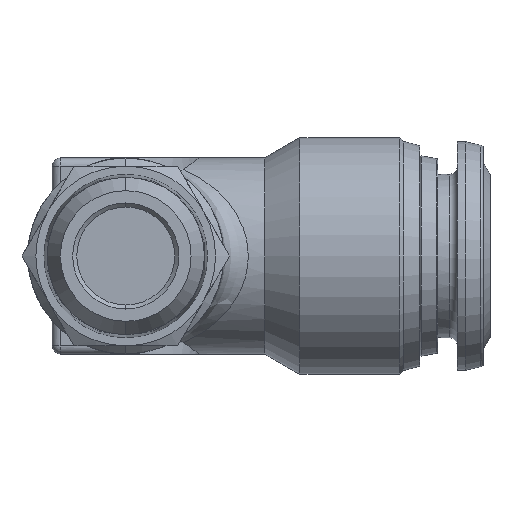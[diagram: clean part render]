
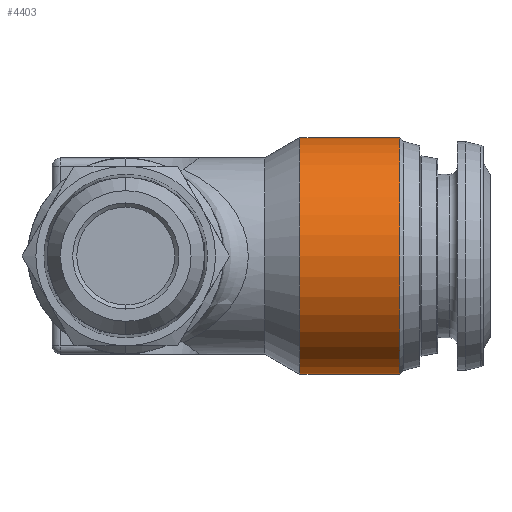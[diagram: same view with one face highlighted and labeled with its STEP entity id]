
A CAD part, front view. The second image highlights one B-rep face of the part: STEP entity #4403.
In plain terms, the highlighted cylindrical face has radius 7.25 mm (diameter 14.5 mm), a partial arc.
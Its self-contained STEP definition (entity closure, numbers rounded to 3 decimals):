
#348 = AXIS2_PLACEMENT_3D ( 'NONE', #3289, #3278, #3297 ) ;
#1784 = EDGE_LOOP ( 'NONE', ( #1961, #1962, #1963, #1964 ) ) ;
#1961 = ORIENTED_EDGE ( 'NONE', *, *, #4514, .F. ) ;
#1962 = ORIENTED_EDGE ( 'NONE', *, *, #4525, .T. ) ;
#1963 = ORIENTED_EDGE ( 'NONE', *, *, #4515, .T. ) ;
#1964 = ORIENTED_EDGE ( 'NONE', *, *, #4526, .T. ) ;
#2561 = DIRECTION ( 'NONE',  ( 1., 0., 0. ) ) ;
#2562 = CARTESIAN_POINT ( 'NONE',  ( 19.5, 19.5, 7.25 ) ) ;
#2572 = CARTESIAN_POINT ( 'NONE',  ( 19.5, 19.5, -7.25 ) ) ;
#2574 = DIRECTION ( 'NONE',  ( 1., 0., 0. ) ) ;
#2597 = CARTESIAN_POINT ( 'NONE',  ( 10.665, 19.5, 0. ) ) ;
#2598 = DIRECTION ( 'NONE',  ( 1., 0., 0. ) ) ;
#2599 = DIRECTION ( 'NONE',  ( 0., 0., -1. ) ) ;
#2602 = CARTESIAN_POINT ( 'NONE',  ( 16.768, 19.5, 0. ) ) ;
#2603 = DIRECTION ( 'NONE',  ( -1., 0., 0. ) ) ;
#2604 = DIRECTION ( 'NONE',  ( 0., 0., 1. ) ) ;
#3278 = DIRECTION ( 'NONE',  ( 1., 0., 0. ) ) ;
#3289 = CARTESIAN_POINT ( 'NONE',  ( 19.5, 19.5, 0. ) ) ;
#3297 = DIRECTION ( 'NONE',  ( 0., 0., -1. ) ) ;
#3938 = CARTESIAN_POINT ( 'NONE',  ( 10.665, 19.5, 7.25 ) ) ;
#3939 = CARTESIAN_POINT ( 'NONE',  ( 10.665, 19.5, -7.25 ) ) ;
#3949 = CARTESIAN_POINT ( 'NONE',  ( 16.768, 19.5, 7.25 ) ) ;
#3950 = CARTESIAN_POINT ( 'NONE',  ( 16.768, 19.5, -7.25 ) ) ;
#4241 = AXIS2_PLACEMENT_3D ( 'NONE', #2597, #2598, #2599 ) ;
#4242 = AXIS2_PLACEMENT_3D ( 'NONE', #2602, #2603, #2604 ) ;
#4319 = FACE_OUTER_BOUND ( 'NONE', #1784, .T. ) ;
#4327 = CYLINDRICAL_SURFACE ( 'NONE', #348, 7.25 ) ;
#4403 = ADVANCED_FACE ( 'NONE', ( #4319 ), #4327, .T. ) ;
#4514 = EDGE_CURVE ( 'NONE', #4676, #4687, #5365, .T. ) ;
#4515 = EDGE_CURVE ( 'NONE', #4677, #4688, #5367, .T. ) ;
#4525 = EDGE_CURVE ( 'NONE', #4676, #4677, #5382, .T. ) ;
#4526 = EDGE_CURVE ( 'NONE', #4688, #4687, #5383, .T. ) ;
#4676 = VERTEX_POINT ( 'NONE', #3938 ) ;
#4677 = VERTEX_POINT ( 'NONE', #3939 ) ;
#4687 = VERTEX_POINT ( 'NONE', #3949 ) ;
#4688 = VERTEX_POINT ( 'NONE', #3950 ) ;
#5365 = LINE ( 'NONE', #2562, #5366 ) ;
#5366 = VECTOR ( 'NONE', #2561, 1000. ) ;
#5367 = LINE ( 'NONE', #2572, #5369 ) ;
#5369 = VECTOR ( 'NONE', #2574, 1000. ) ;
#5382 = CIRCLE ( 'NONE', #4241, 7.25 ) ;
#5383 = CIRCLE ( 'NONE', #4242, 7.25 ) ;
